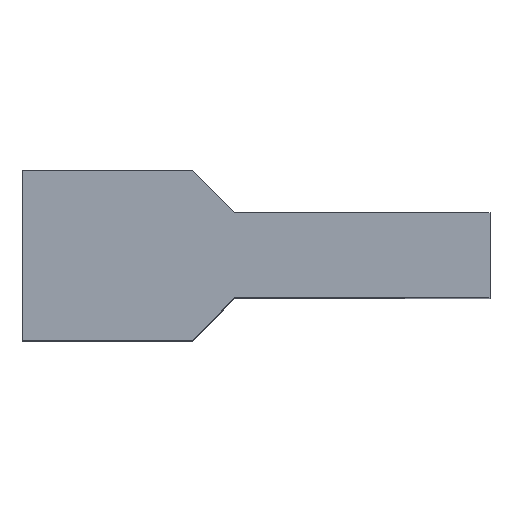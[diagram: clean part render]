
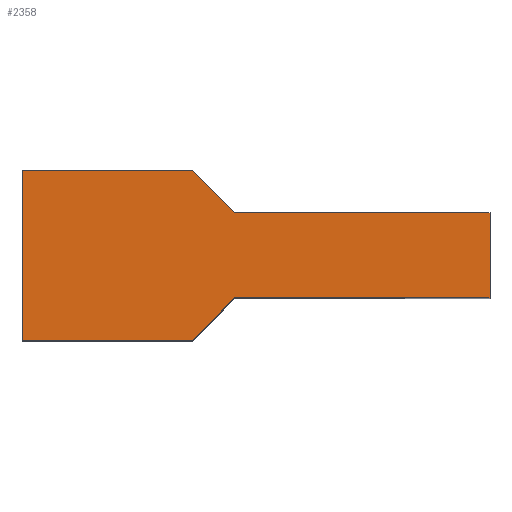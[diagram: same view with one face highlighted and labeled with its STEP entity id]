
A CAD part, top view. The second image highlights one B-rep face of the part: STEP entity #2358.
In plain terms, the highlighted planar face has unit normal (0, 0, 1).
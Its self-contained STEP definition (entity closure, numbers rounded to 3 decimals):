
#64=PLANE('',#2510);
#129=FACE_OUTER_BOUND('',#264,.T.);
#264=EDGE_LOOP('',(#1714,#1715,#1716,#1717,#1718,#1719,#1720,#1721));
#588=LINE('',#3944,#752);
#596=LINE('',#3959,#760);
#599=LINE('',#3967,#763);
#605=LINE('',#3980,#769);
#618=LINE('',#5464,#782);
#621=LINE('',#5470,#785);
#624=LINE('',#5475,#788);
#633=LINE('',#5492,#797);
#752=VECTOR('',#2665,10.);
#760=VECTOR('',#2675,10.);
#763=VECTOR('',#2680,10.);
#769=VECTOR('',#2690,10.);
#782=VECTOR('',#2713,10.);
#785=VECTOR('',#2718,10.);
#788=VECTOR('',#2723,10.);
#797=VECTOR('',#2744,10.);
#940=VERTEX_POINT('',#3941);
#941=VERTEX_POINT('',#3943);
#947=VERTEX_POINT('',#3957);
#950=VERTEX_POINT('',#3964);
#951=VERTEX_POINT('',#3966);
#956=VERTEX_POINT('',#3979);
#964=VERTEX_POINT('',#5463);
#966=VERTEX_POINT('',#5469);
#1198=EDGE_CURVE('',#940,#941,#588,.T.);
#1206=EDGE_CURVE('',#947,#940,#596,.T.);
#1209=EDGE_CURVE('',#950,#951,#599,.T.);
#1215=EDGE_CURVE('',#951,#956,#605,.T.);
#1236=EDGE_CURVE('',#950,#964,#618,.T.);
#1239=EDGE_CURVE('',#964,#966,#621,.T.);
#1242=EDGE_CURVE('',#966,#941,#624,.T.);
#1251=EDGE_CURVE('',#947,#956,#633,.T.);
#1714=ORIENTED_EDGE('',*,*,#1251,.T.);
#1715=ORIENTED_EDGE('',*,*,#1215,.F.);
#1716=ORIENTED_EDGE('',*,*,#1209,.F.);
#1717=ORIENTED_EDGE('',*,*,#1236,.T.);
#1718=ORIENTED_EDGE('',*,*,#1239,.T.);
#1719=ORIENTED_EDGE('',*,*,#1242,.T.);
#1720=ORIENTED_EDGE('',*,*,#1198,.F.);
#1721=ORIENTED_EDGE('',*,*,#1206,.F.);
#2358=ADVANCED_FACE('',(#129),#64,.T.);
#2510=AXIS2_PLACEMENT_3D('',#5493,#2745,#2746);
#2665=DIRECTION('',(-0.707,-0.707,0.));
#2675=DIRECTION('',(-1.,0.,0.));
#2680=DIRECTION('',(0.707,-0.707,0.));
#2690=DIRECTION('',(1.,0.,0.));
#2713=DIRECTION('',(-1.,0.,0.));
#2718=DIRECTION('',(0.,-1.,0.));
#2723=DIRECTION('',(1.,0.,0.));
#2744=DIRECTION('',(0.,1.,0.));
#2745=DIRECTION('center_axis',(0.,0.,1.));
#2746=DIRECTION('ref_axis',(1.,0.,0.));
#3941=CARTESIAN_POINT('',(-60.,-10.,70.));
#3943=CARTESIAN_POINT('',(-70.,-20.,70.));
#3944=CARTESIAN_POINT('',(-67.5,-17.5,70.));
#3957=CARTESIAN_POINT('',(0.,-10.,70.));
#3959=CARTESIAN_POINT('',(-90.,-10.,70.));
#3964=CARTESIAN_POINT('',(-70.,20.,70.));
#3966=CARTESIAN_POINT('',(-60.,10.,70.));
#3967=CARTESIAN_POINT('',(-67.5,17.5,70.));
#3979=CARTESIAN_POINT('',(0.,10.,70.));
#3980=CARTESIAN_POINT('',(-90.,10.,70.));
#5463=CARTESIAN_POINT('',(-110.,20.,70.));
#5464=CARTESIAN_POINT('',(-70.,20.,70.));
#5469=CARTESIAN_POINT('',(-110.,-20.,70.));
#5470=CARTESIAN_POINT('',(-110.,20.,70.));
#5475=CARTESIAN_POINT('',(-110.,-20.,70.));
#5492=CARTESIAN_POINT('',(0.,0.,70.));
#5493=CARTESIAN_POINT('Origin',(-90.,0.,70.));
